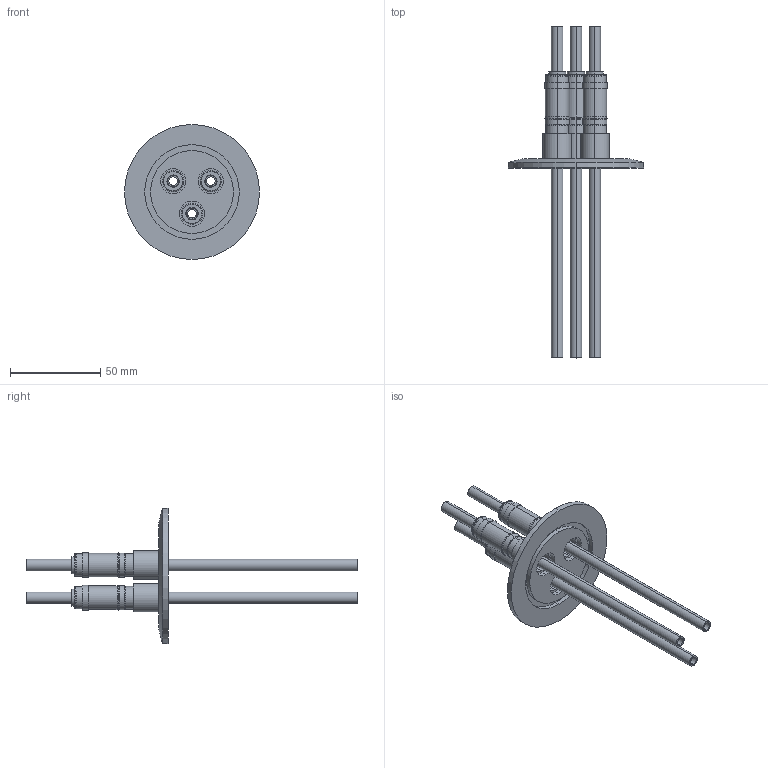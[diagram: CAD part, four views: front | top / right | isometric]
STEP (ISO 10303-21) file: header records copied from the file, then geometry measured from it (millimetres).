
FILE_DESCRIPTION (( 'STEP AP203' ), '1' );
FILE_NAME ('A0115-8-QF.STEP', '2013-09-18T12:28:38', ( '' ), ( '' ), 'SwSTEP 2.0', 'SolidWorks 2012', '' );
FILE_SCHEMA (( 'CONFIG_CONTROL_DESIGN' ));
Length unit declared in the file: inch
Products named in the file (1): A0115-8-QF
Bounding box: 74.93 x 184.15 x 74.93 mm (x, y, z)
Volume: 38869.5 mm3; surface area: 43826.4 mm2
Topology: 1 solids, 1 shells, 228 faces, 490 edges, 314 vertices
Faces by surface type: cylinder 126, plane 52, cone 32, bspline 18
Entity records: 8009 total; most frequent: CARTESIAN_POINT 2755, DIRECTION 1208, ORIENTED_EDGE 980, AXIS2_PLACEMENT_3D 525, EDGE_CURVE 490, CIRCLE 314, VERTEX_POINT 314, EDGE_LOOP 284
